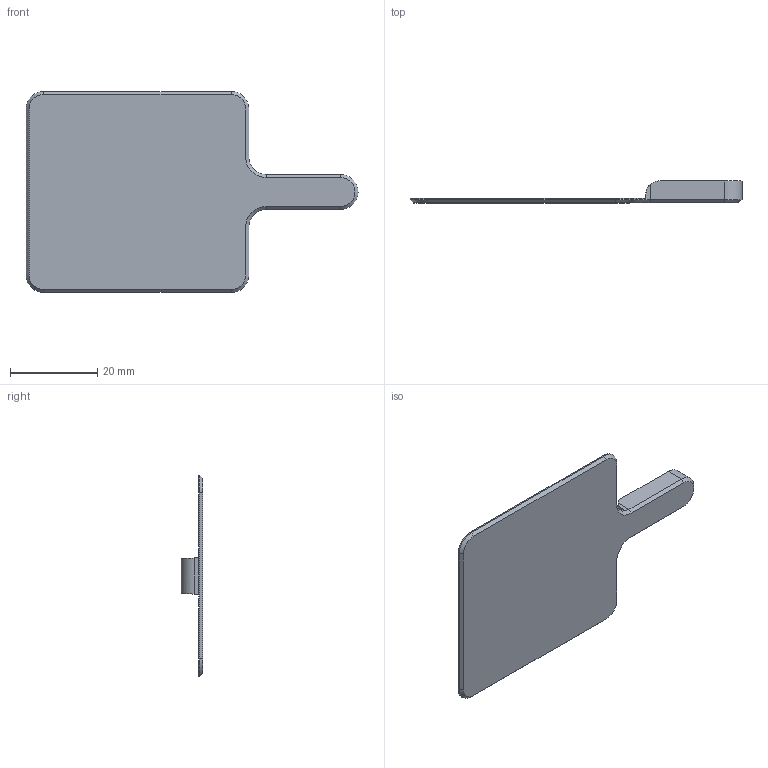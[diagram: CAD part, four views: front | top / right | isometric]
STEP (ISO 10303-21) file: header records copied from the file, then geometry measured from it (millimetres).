
FILE_DESCRIPTION(/* description */ (''),/* implementation_level */ '2;1');
FILE_NAME(/* name */ 'PhidgetBridge_Spacer_low.stp',/* time_stamp */ '2023-04-24T17:53:21+02:00',/* author */ ('Christian'),/* organization */ (''),/* preprocessor_version */ 'ST-DEVELOPER v18.1',/* originating_system */ 'Autodesk Inventor 2022',/* authorisation */ '');
FILE_SCHEMA (('AUTOMOTIVE_DESIGN { 1 0 10303 214 3 1 1 }'));
Length unit declared in the file: millimetre
Products named in the file (1): PhidgetBridge_Spacer_low
Bounding box: 76 x 5 x 46 mm (x, y, z)
Volume: 3137.5 mm3; surface area: 5412.4 mm2
Topology: 1 solids, 1 shells, 33 faces, 79 edges, 48 vertices
Faces by surface type: plane 18, cylinder 8, cone 7
Entity records: 997 total; most frequent: CARTESIAN_POINT 175, DIRECTION 168, ORIENTED_EDGE 158, EDGE_CURVE 79, AXIS2_PLACEMENT_3D 57, LINE 54, VECTOR 54, VERTEX_POINT 48
